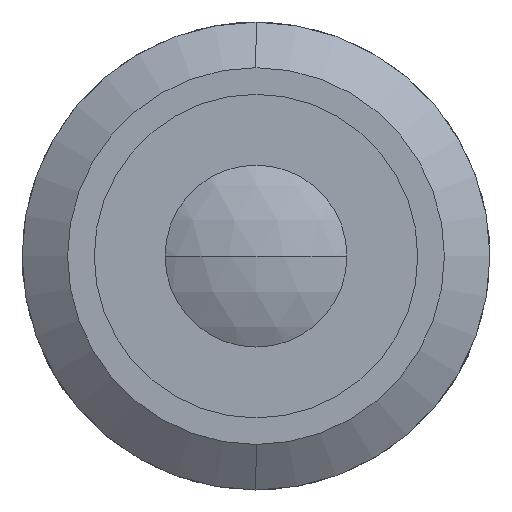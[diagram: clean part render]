
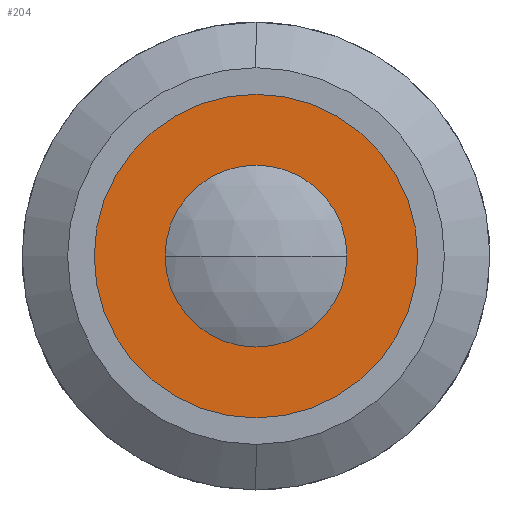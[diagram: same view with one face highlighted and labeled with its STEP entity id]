
A CAD part, left-side view. The second image highlights one B-rep face of the part: STEP entity #204.
In plain terms, the highlighted planar face has unit normal (-1, 0, 0).
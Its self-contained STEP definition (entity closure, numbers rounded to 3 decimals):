
#69 = EDGE_CURVE ( 'NONE', #527, #3448, #2085, .T. ) ;
#131 = DIRECTION ( 'NONE',  ( 0., 0., 1. ) ) ;
#173 = DIRECTION ( 'NONE',  ( 0., 0., 1. ) ) ;
#204 = ADVANCED_FACE ( 'NONE', ( #2570, #270 ), #581, .F. ) ;
#270 = FACE_OUTER_BOUND ( 'NONE', #3317, .T. ) ;
#451 = VERTEX_POINT ( 'NONE', #1764 ) ;
#527 = VERTEX_POINT ( 'NONE', #910 ) ;
#581 = PLANE ( 'NONE',  #2866 ) ;
#601 = AXIS2_PLACEMENT_3D ( 'NONE', #4192, #2786, #1128 ) ;
#720 = AXIS2_PLACEMENT_3D ( 'NONE', #2859, #3488, #131 ) ;
#848 = EDGE_CURVE ( 'NONE', #4133, #451, #4018, .T. ) ;
#886 = ORIENTED_EDGE ( 'NONE', *, *, #2576, .T. ) ;
#910 = CARTESIAN_POINT ( 'NONE',  ( 3.8, 0., -13. ) ) ;
#1031 = CIRCLE ( 'NONE', #601, 7. ) ;
#1128 = DIRECTION ( 'NONE',  ( 0., 0., 1. ) ) ;
#1372 = ORIENTED_EDGE ( 'NONE', *, *, #1763, .F. ) ;
#1568 = CARTESIAN_POINT ( 'NONE',  ( 3.8, 0., 0. ) ) ;
#1719 = CIRCLE ( 'NONE', #4210, 13. ) ;
#1763 = EDGE_CURVE ( 'NONE', #451, #4133, #1031, .T. ) ;
#1764 = CARTESIAN_POINT ( 'NONE',  ( 3.8, 0., -7. ) ) ;
#2085 = CIRCLE ( 'NONE', #720, 13. ) ;
#2099 = CARTESIAN_POINT ( 'NONE',  ( 3.8, 0., 0. ) ) ;
#2570 = FACE_BOUND ( 'NONE', #2610, .T. ) ;
#2576 = EDGE_CURVE ( 'NONE', #3448, #527, #1719, .T. ) ;
#2610 = EDGE_LOOP ( 'NONE', ( #3064, #1372 ) ) ;
#2619 = CARTESIAN_POINT ( 'NONE',  ( 3.8, 13., 0. ) ) ;
#2666 = AXIS2_PLACEMENT_3D ( 'NONE', #2099, #3463, #173 ) ;
#2766 = CARTESIAN_POINT ( 'NONE',  ( 3.8, 0., 7. ) ) ;
#2786 = DIRECTION ( 'NONE',  ( -1., 0., 0. ) ) ;
#2787 = ORIENTED_EDGE ( 'NONE', *, *, #69, .T. ) ;
#2859 = CARTESIAN_POINT ( 'NONE',  ( 3.8, 0., 0. ) ) ;
#2866 = AXIS2_PLACEMENT_3D ( 'NONE', #2619, #4000, #3977 ) ;
#2930 = DIRECTION ( 'NONE',  ( -1., 0., 0. ) ) ;
#2982 = CARTESIAN_POINT ( 'NONE',  ( 3.8, 0., 13. ) ) ;
#3064 = ORIENTED_EDGE ( 'NONE', *, *, #848, .F. ) ;
#3317 = EDGE_LOOP ( 'NONE', ( #886, #2787 ) ) ;
#3448 = VERTEX_POINT ( 'NONE', #2982 ) ;
#3463 = DIRECTION ( 'NONE',  ( -1., 0., 0. ) ) ;
#3488 = DIRECTION ( 'NONE',  ( -1., 0., 0. ) ) ;
#3555 = DIRECTION ( 'NONE',  ( 0., 0., 1. ) ) ;
#3977 = DIRECTION ( 'NONE',  ( 0., 0., -1. ) ) ;
#4000 = DIRECTION ( 'NONE',  ( 1., 0., 0. ) ) ;
#4018 = CIRCLE ( 'NONE', #2666, 7. ) ;
#4133 = VERTEX_POINT ( 'NONE', #2766 ) ;
#4192 = CARTESIAN_POINT ( 'NONE',  ( 3.8, 0., 0. ) ) ;
#4210 = AXIS2_PLACEMENT_3D ( 'NONE', #1568, #2930, #3555 ) ;
